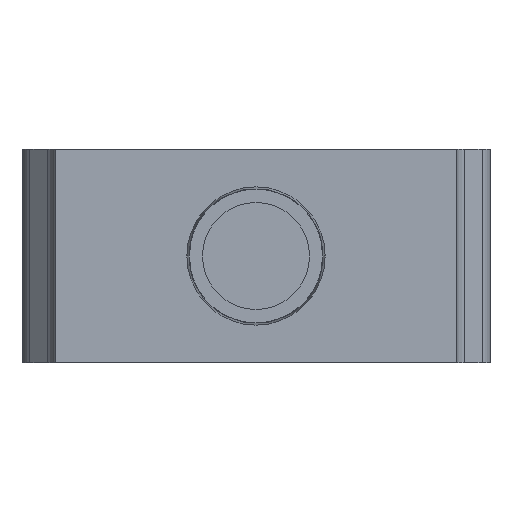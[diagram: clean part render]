
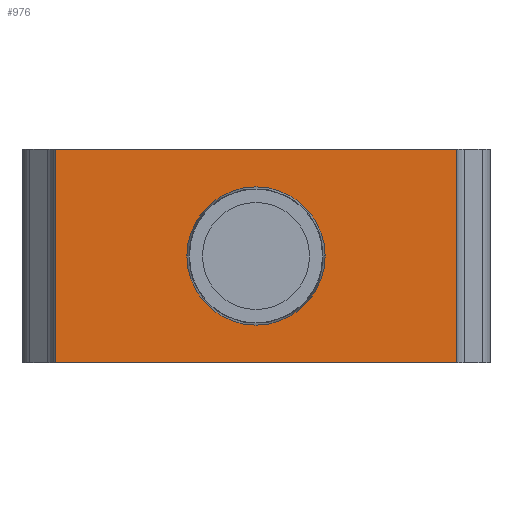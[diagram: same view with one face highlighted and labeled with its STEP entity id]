
A CAD part, front view. The second image highlights one B-rep face of the part: STEP entity #976.
In plain terms, the highlighted planar face has unit normal (0, -1, 0).
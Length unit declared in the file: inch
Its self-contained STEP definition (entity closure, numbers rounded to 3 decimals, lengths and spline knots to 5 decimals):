
#3 = ORIENTED_EDGE ( 'NONE', *, *, #2759, .T. ) ;
#135 = CARTESIAN_POINT ( 'NONE',  ( -0.59055, -1.5748, 0. ) ) ;
#162 = EDGE_LOOP ( 'NONE', ( #6363, #1274 ) ) ;
#182 = CIRCLE ( 'NONE', #964, 0.20359 ) ;
#503 = CARTESIAN_POINT ( 'NONE',  ( 0.59055, -1.5748, 0.05906 ) ) ;
#554 = DIRECTION ( 'NONE',  ( -1., 0., 0. ) ) ;
#829 = EDGE_CURVE ( 'NONE', #2770, #2038, #1982, .T. ) ;
#832 = AXIS2_PLACEMENT_3D ( 'NONE', #1483, #6030, #554 ) ;
#941 = ORIENTED_EDGE ( 'NONE', *, *, #829, .T. ) ;
#964 = AXIS2_PLACEMENT_3D ( 'NONE', #6401, #3923, #1420 ) ;
#976 = ADVANCED_FACE ( 'NONE', ( #6261, #5179 ), #3408, .T. ) ;
#1137 = VERTEX_POINT ( 'NONE', #2579 ) ;
#1214 = DIRECTION ( 'NONE',  ( 1., 0., 0. ) ) ;
#1274 = ORIENTED_EDGE ( 'NONE', *, *, #4358, .T. ) ;
#1337 = CARTESIAN_POINT ( 'NONE',  ( -0.68898, -1.5748, 0.62992 ) ) ;
#1382 = CARTESIAN_POINT ( 'NONE',  ( -0.59055, -1.5748, 0.62992 ) ) ;
#1420 = DIRECTION ( 'NONE',  ( 1., 0., 0. ) ) ;
#1483 = CARTESIAN_POINT ( 'NONE',  ( 0.59055, -1.5748, 0.05906 ) ) ;
#1597 = ORIENTED_EDGE ( 'NONE', *, *, #5999, .T. ) ;
#1755 = CARTESIAN_POINT ( 'NONE',  ( 0.59055, -1.5748, 0.62992 ) ) ;
#1845 = VECTOR ( 'NONE', #5112, 39.37008 ) ;
#1875 = VECTOR ( 'NONE', #5168, 39.37008 ) ;
#1931 = ORIENTED_EDGE ( 'NONE', *, *, #3204, .F. ) ;
#1982 = LINE ( 'NONE', #2184, #4344 ) ;
#2038 = VERTEX_POINT ( 'NONE', #3317 ) ;
#2184 = CARTESIAN_POINT ( 'NONE',  ( 0.59055, -1.5748, 0. ) ) ;
#2265 = VERTEX_POINT ( 'NONE', #6065 ) ;
#2311 = CARTESIAN_POINT ( 'NONE',  ( -0.59055, -1.5748, 0. ) ) ;
#2413 = EDGE_LOOP ( 'NONE', ( #1931, #941, #1597, #3 ) ) ;
#2579 = CARTESIAN_POINT ( 'NONE',  ( -0.20359, -1.5748, 0.31496 ) ) ;
#2688 = CARTESIAN_POINT ( 'NONE',  ( 0., -1.5748, 0.31496 ) ) ;
#2759 = EDGE_CURVE ( 'NONE', #3960, #5722, #3345, .T. ) ;
#2770 = VERTEX_POINT ( 'NONE', #2311 ) ;
#3204 = EDGE_CURVE ( 'NONE', #2770, #5722, #5861, .T. ) ;
#3317 = CARTESIAN_POINT ( 'NONE',  ( 0.59055, -1.5748, 0. ) ) ;
#3345 = LINE ( 'NONE', #1337, #4981 ) ;
#3408 = PLANE ( 'NONE',  #832 ) ;
#3439 = AXIS2_PLACEMENT_3D ( 'NONE', #2688, #5655, #3617 ) ;
#3617 = DIRECTION ( 'NONE',  ( 1., 0., 0. ) ) ;
#3923 = DIRECTION ( 'NONE',  ( 0., 1., 0. ) ) ;
#3960 = VERTEX_POINT ( 'NONE', #1755 ) ;
#4244 = LINE ( 'NONE', #503, #1875 ) ;
#4344 = VECTOR ( 'NONE', #1214, 39.37008 ) ;
#4358 = EDGE_CURVE ( 'NONE', #1137, #2265, #5301, .T. ) ;
#4981 = VECTOR ( 'NONE', #5797, 39.37008 ) ;
#5112 = DIRECTION ( 'NONE',  ( 0., 0., 1. ) ) ;
#5168 = DIRECTION ( 'NONE',  ( 0., 0., 1. ) ) ;
#5179 = FACE_OUTER_BOUND ( 'NONE', #2413, .T. ) ;
#5301 = CIRCLE ( 'NONE', #3439, 0.20359 ) ;
#5655 = DIRECTION ( 'NONE',  ( 0., 1., 0. ) ) ;
#5670 = EDGE_CURVE ( 'NONE', #2265, #1137, #182, .T. ) ;
#5722 = VERTEX_POINT ( 'NONE', #1382 ) ;
#5797 = DIRECTION ( 'NONE',  ( -1., 0., 0. ) ) ;
#5861 = LINE ( 'NONE', #135, #1845 ) ;
#5999 = EDGE_CURVE ( 'NONE', #2038, #3960, #4244, .T. ) ;
#6030 = DIRECTION ( 'NONE',  ( 0., -1., 0. ) ) ;
#6065 = CARTESIAN_POINT ( 'NONE',  ( 0.20359, -1.5748, 0.31496 ) ) ;
#6261 = FACE_BOUND ( 'NONE', #162, .T. ) ;
#6363 = ORIENTED_EDGE ( 'NONE', *, *, #5670, .T. ) ;
#6401 = CARTESIAN_POINT ( 'NONE',  ( 0., -1.5748, 0.31496 ) ) ;
